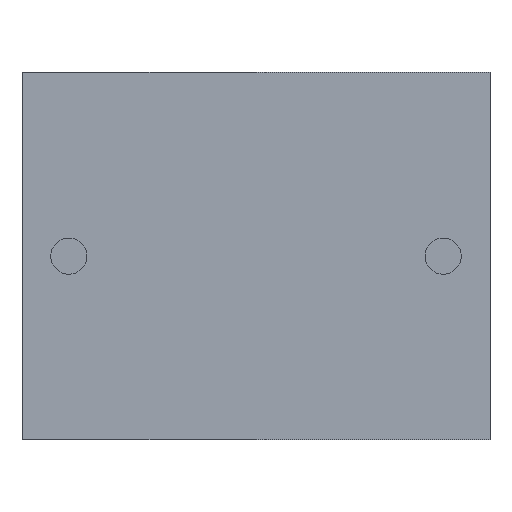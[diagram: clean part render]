
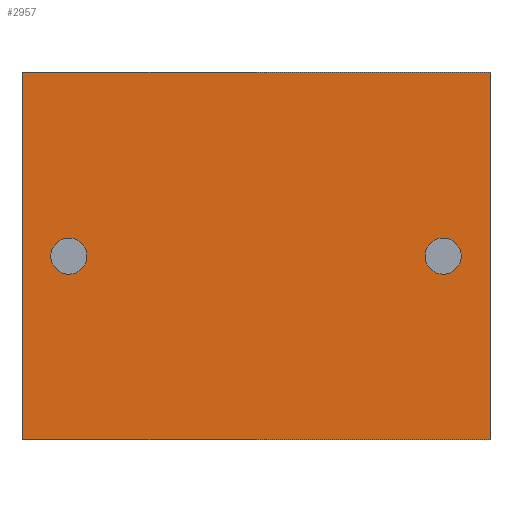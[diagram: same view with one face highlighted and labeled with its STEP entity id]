
A CAD part, front view. The second image highlights one B-rep face of the part: STEP entity #2957.
In plain terms, the highlighted planar face has unit normal (0, -1, 0).
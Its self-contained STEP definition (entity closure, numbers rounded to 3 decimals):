
#160 = CARTESIAN_POINT ( 'NONE',  ( 0., 0., 0. ) ) ;
#246 = DIRECTION ( 'NONE',  ( 0., -1., 0. ) ) ;
#400 = CARTESIAN_POINT ( 'NONE',  ( 0., 0., 0. ) ) ;
#401 = VERTEX_POINT ( 'NONE', #1678 ) ;
#500 = EDGE_CURVE ( 'NONE', #401, #1298, #2188, .T. ) ;
#507 = ORIENTED_EDGE ( 'NONE', *, *, #500, .T. ) ;
#509 = CARTESIAN_POINT ( 'NONE',  ( 8., 0., 3.147 ) ) ;
#541 = DIRECTION ( 'NONE',  ( 0., 0., 1. ) ) ;
#566 = CIRCLE ( 'NONE', #677, 0.343 ) ;
#575 = FACE_BOUND ( 'NONE', #634, .T. ) ;
#620 = CARTESIAN_POINT ( 'NONE',  ( 0.89, 0., 3.49 ) ) ;
#634 = EDGE_LOOP ( 'NONE', ( #507, #2192 ) ) ;
#677 = AXIS2_PLACEMENT_3D ( 'NONE', #2955, #1556, #2742 ) ;
#679 = VECTOR ( 'NONE', #1739, 1000. ) ;
#704 = EDGE_LOOP ( 'NONE', ( #2526, #1659, #1369, #946 ) ) ;
#787 = CARTESIAN_POINT ( 'NONE',  ( 8., 0., 3.49 ) ) ;
#868 = DIRECTION ( 'NONE',  ( 0., 0., 1. ) ) ;
#879 = DIRECTION ( 'NONE',  ( 1., 0., 0. ) ) ;
#907 = LINE ( 'NONE', #2938, #679 ) ;
#909 = EDGE_CURVE ( 'NONE', #2625, #1446, #961, .T. ) ;
#946 = ORIENTED_EDGE ( 'NONE', *, *, #1089, .T. ) ;
#961 = LINE ( 'NONE', #160, #1073 ) ;
#995 = CIRCLE ( 'NONE', #3052, 0.343 ) ;
#1029 = DIRECTION ( 'NONE',  ( 0., 1., 0. ) ) ;
#1061 = EDGE_CURVE ( 'NONE', #2134, #3021, #1771, .T. ) ;
#1073 = VECTOR ( 'NONE', #879, 1000. ) ;
#1089 = EDGE_CURVE ( 'NONE', #2856, #2625, #1230, .T. ) ;
#1112 = FACE_OUTER_BOUND ( 'NONE', #704, .T. ) ;
#1131 = AXIS2_PLACEMENT_3D ( 'NONE', #1705, #2175, #2437 ) ;
#1172 = CARTESIAN_POINT ( 'NONE',  ( 0., 0., 6.98 ) ) ;
#1230 = LINE ( 'NONE', #1250, #1562 ) ;
#1250 = CARTESIAN_POINT ( 'NONE',  ( 0., 0., 6.98 ) ) ;
#1259 = VERTEX_POINT ( 'NONE', #1486 ) ;
#1298 = VERTEX_POINT ( 'NONE', #509 ) ;
#1340 = EDGE_CURVE ( 'NONE', #1259, #1446, #907, .T. ) ;
#1369 = ORIENTED_EDGE ( 'NONE', *, *, #2612, .F. ) ;
#1413 = CARTESIAN_POINT ( 'NONE',  ( 0.89, 0., 3.147 ) ) ;
#1421 = DIRECTION ( 'NONE',  ( 1., 0., 0. ) ) ;
#1446 = VERTEX_POINT ( 'NONE', #2753 ) ;
#1486 = CARTESIAN_POINT ( 'NONE',  ( 8.89, 0., 6.98 ) ) ;
#1516 = DIRECTION ( 'NONE',  ( 0., 0., -1. ) ) ;
#1556 = DIRECTION ( 'NONE',  ( 0., 1., 0. ) ) ;
#1562 = VECTOR ( 'NONE', #2958, 1000. ) ;
#1659 = ORIENTED_EDGE ( 'NONE', *, *, #1340, .F. ) ;
#1678 = CARTESIAN_POINT ( 'NONE',  ( 8., 0., 3.833 ) ) ;
#1705 = CARTESIAN_POINT ( 'NONE',  ( 0., 0., 6.98 ) ) ;
#1739 = DIRECTION ( 'NONE',  ( 0., 0., -1. ) ) ;
#1771 = CIRCLE ( 'NONE', #2690, 0.343 ) ;
#1872 = EDGE_LOOP ( 'NONE', ( #3100, #2202 ) ) ;
#1896 = AXIS2_PLACEMENT_3D ( 'NONE', #787, #1029, #1516 ) ;
#1995 = CARTESIAN_POINT ( 'NONE',  ( 0.89, 0., 3.49 ) ) ;
#2134 = VERTEX_POINT ( 'NONE', #2458 ) ;
#2175 = DIRECTION ( 'NONE',  ( 0., 1., 0. ) ) ;
#2188 = CIRCLE ( 'NONE', #1896, 0.343 ) ;
#2192 = ORIENTED_EDGE ( 'NONE', *, *, #2360, .T. ) ;
#2202 = ORIENTED_EDGE ( 'NONE', *, *, #2724, .F. ) ;
#2310 = LINE ( 'NONE', #2428, #2339 ) ;
#2339 = VECTOR ( 'NONE', #1421, 1000. ) ;
#2360 = EDGE_CURVE ( 'NONE', #1298, #401, #566, .T. ) ;
#2428 = CARTESIAN_POINT ( 'NONE',  ( 0., 0., 6.98 ) ) ;
#2437 = DIRECTION ( 'NONE',  ( 0., 0., 1. ) ) ;
#2458 = CARTESIAN_POINT ( 'NONE',  ( 0.89, 0., 3.833 ) ) ;
#2526 = ORIENTED_EDGE ( 'NONE', *, *, #909, .T. ) ;
#2608 = DIRECTION ( 'NONE',  ( 0., -1., 0. ) ) ;
#2612 = EDGE_CURVE ( 'NONE', #2856, #1259, #2310, .T. ) ;
#2625 = VERTEX_POINT ( 'NONE', #400 ) ;
#2632 = FACE_BOUND ( 'NONE', #1872, .T. ) ;
#2690 = AXIS2_PLACEMENT_3D ( 'NONE', #1995, #246, #541 ) ;
#2724 = EDGE_CURVE ( 'NONE', #3021, #2134, #995, .T. ) ;
#2742 = DIRECTION ( 'NONE',  ( 0., 0., -1. ) ) ;
#2753 = CARTESIAN_POINT ( 'NONE',  ( 8.89, 0., 0. ) ) ;
#2856 = VERTEX_POINT ( 'NONE', #1172 ) ;
#2938 = CARTESIAN_POINT ( 'NONE',  ( 8.89, 0., 6.98 ) ) ;
#2955 = CARTESIAN_POINT ( 'NONE',  ( 8., 0., 3.49 ) ) ;
#2957 = ADVANCED_FACE ( 'NONE', ( #575, #1112, #2632 ), #3154, .F. ) ;
#2958 = DIRECTION ( 'NONE',  ( 0., 0., -1. ) ) ;
#3021 = VERTEX_POINT ( 'NONE', #1413 ) ;
#3052 = AXIS2_PLACEMENT_3D ( 'NONE', #620, #2608, #868 ) ;
#3100 = ORIENTED_EDGE ( 'NONE', *, *, #1061, .F. ) ;
#3154 = PLANE ( 'NONE',  #1131 ) ;
